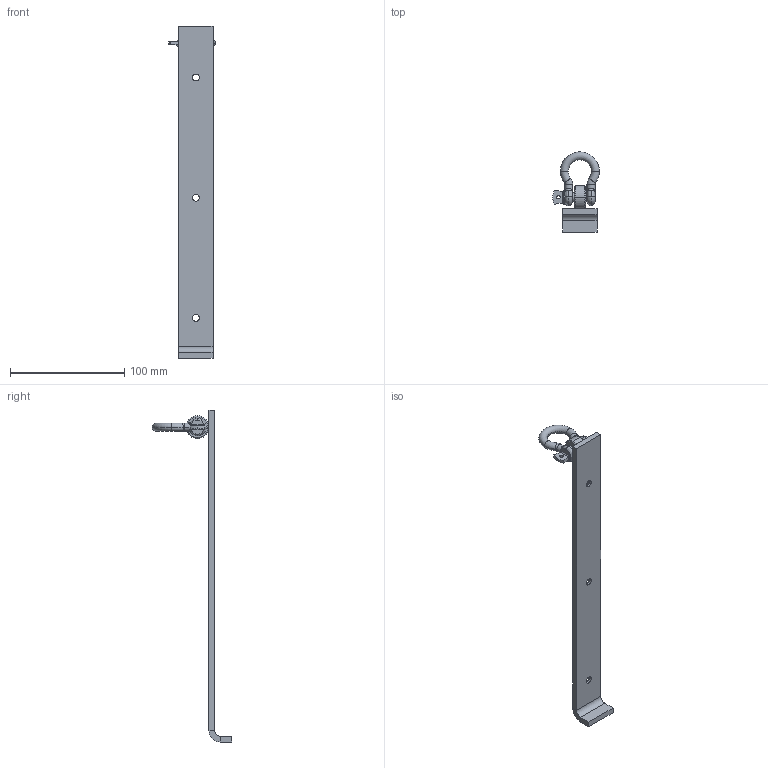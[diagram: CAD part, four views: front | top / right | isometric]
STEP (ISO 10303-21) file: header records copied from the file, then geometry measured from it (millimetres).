
FILE_DESCRIPTION (( 'STEP AP203' ), '1' );
FILE_NAME ('T64200.STEP', '2018-08-21T14:34:51', ( '' ), ( '' ), 'SwSTEP 2.0', 'SolidWorks 2016', '' );
FILE_SCHEMA (( 'CONFIG_CONTROL_DESIGN' ));
Length unit declared in the file: millimetre
Products named in the file (7): T64200; TH2197; T39200; T39200-2; TH2195_TH2196; TH2200_TH2201; T39200-1
Assembly tree (6 placements, depth 3):
  T64200
    TH2200_TH2201
      TH2195_TH2196
      TH2197
    T39200
      T39200-2
      T39200-1
Bounding box: 40.71 x 69.6 x 290 mm (x, y, z)
Volume: 52812 mm3; surface area: 26789.7 mm2
Topology: 4 solids, 4 shells, 94 faces, 223 edges, 132 vertices
Faces by surface type: cylinder 32, plane 26, bspline 16, cone 10, torus 10
Entity records: 4316 total; most frequent: CARTESIAN_POINT 1446, DIRECTION 479, ORIENTED_EDGE 438, EDGE_CURVE 219, AXIS2_PLACEMENT_3D 203, VERTEX_POINT 132, CIRCLE 114, EDGE_LOOP 107
